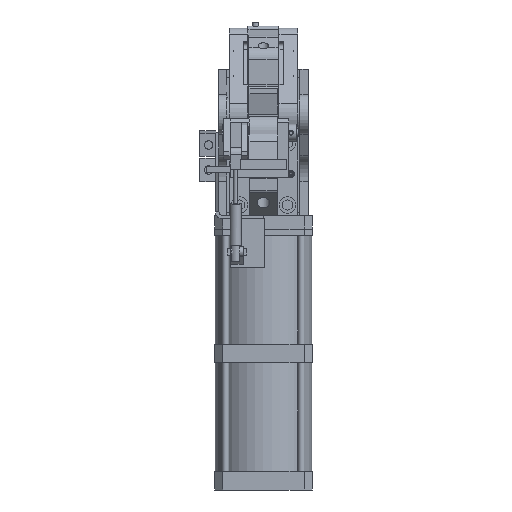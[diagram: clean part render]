
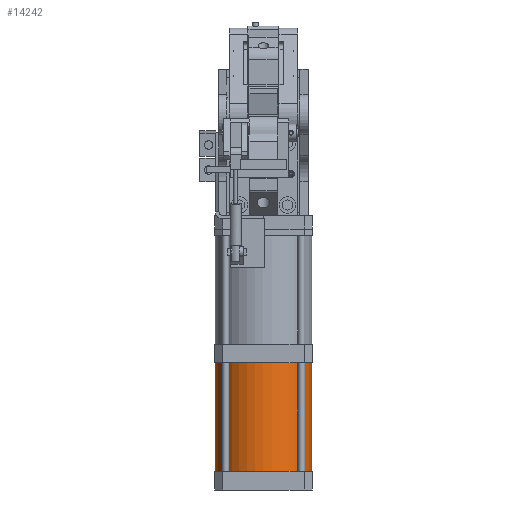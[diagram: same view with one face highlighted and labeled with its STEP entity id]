
A CAD part, left-side view. The second image highlights one B-rep face of the part: STEP entity #14242.
In plain terms, the highlighted cylindrical face has radius 70 mm (diameter 140 mm), a partial arc.
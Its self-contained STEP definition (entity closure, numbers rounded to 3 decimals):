
#14139=CARTESIAN_POINT('Vertex',(60.,70.,-361.)) ;
#14141=CARTESIAN_POINT('Vertex',(60.,-70.,-361.)) ;
#14144=CARTESIAN_POINT('Axis2P3D Location',(60.,0.,-361.)) ;
#14181=CARTESIAN_POINT('Vertex',(60.,70.,-519.)) ;
#14183=CARTESIAN_POINT('Vertex',(60.,-70.,-519.)) ;
#14186=CARTESIAN_POINT('Axis2P3D Location',(60.,0.,-519.)) ;
#14214=CARTESIAN_POINT('Axis2P3D Location',(60.,0.,-361.)) ;
#14219=CARTESIAN_POINT('Line Origine',(60.,-70.,-440.)) ;
#14224=CARTESIAN_POINT('Line Origine',(60.,70.,-440.)) ;
#14145=DIRECTION('Axis2P3D Direction',(0.,0.,-1.)) ;
#14187=DIRECTION('Axis2P3D Direction',(0.,0.,-1.)) ;
#14215=DIRECTION('Axis2P3D Direction',(0.,0.,-1.)) ;
#14216=DIRECTION('Axis2P3D XDirection',(0.,1.,0.)) ;
#14220=DIRECTION('Vector Direction',(0.,0.,-1.)) ;
#14225=DIRECTION('Vector Direction',(0.,0.,-1.)) ;
#14146=AXIS2_PLACEMENT_3D('Circle Axis2P3D',#14144,#14145,$) ;
#14188=AXIS2_PLACEMENT_3D('Circle Axis2P3D',#14186,#14187,$) ;
#14217=AXIS2_PLACEMENT_3D('Cylinder Axis2P3D',#14214,#14215,#14216) ;
#14237=ORIENTED_EDGE('',*,*,#14148,.T.) ;
#14238=ORIENTED_EDGE('',*,*,#14228,.T.) ;
#14239=ORIENTED_EDGE('',*,*,#14190,.F.) ;
#14240=ORIENTED_EDGE('',*,*,#14223,.F.) ;
#14221=VECTOR('Line Direction',#14220,1.) ;
#14226=VECTOR('Line Direction',#14225,1.) ;
#14242=ADVANCED_FACE('Body.44 ( 286262_PFS_900-90PU_6-8_A3_PNEUM_PRAEGEEINHEIT_20110701 - *MASTER - PFS400-60PU - *DIT1 - PFS 90-90 PU - *SET8 - *DIT18 - ZYLINDER PFS - *SET8 - *DIT29 - ZYL.ROHR-75GRAD - *SET7 - *SOL22 - *SOL22 )',(#14241),#14218,.T.) ;
#14147=CIRCLE('generated circle',#14146,70.) ;
#14189=CIRCLE('generated circle',#14188,70.) ;
#14218=CYLINDRICAL_SURFACE('generated cylinder',#14217,70.) ;
#14148=EDGE_CURVE('',#14142,#14140,#14147,.T.) ;
#14190=EDGE_CURVE('',#14184,#14182,#14189,.T.) ;
#14223=EDGE_CURVE('',#14142,#14184,#14222,.T.) ;
#14228=EDGE_CURVE('',#14140,#14182,#14227,.T.) ;
#14236=EDGE_LOOP('',(#14237,#14238,#14239,#14240)) ;
#14241=FACE_OUTER_BOUND('',#14236,.T.) ;
#14222=LINE('Line',#14219,#14221) ;
#14227=LINE('Line',#14224,#14226) ;
#14140=VERTEX_POINT('',#14139) ;
#14142=VERTEX_POINT('',#14141) ;
#14182=VERTEX_POINT('',#14181) ;
#14184=VERTEX_POINT('',#14183) ;
